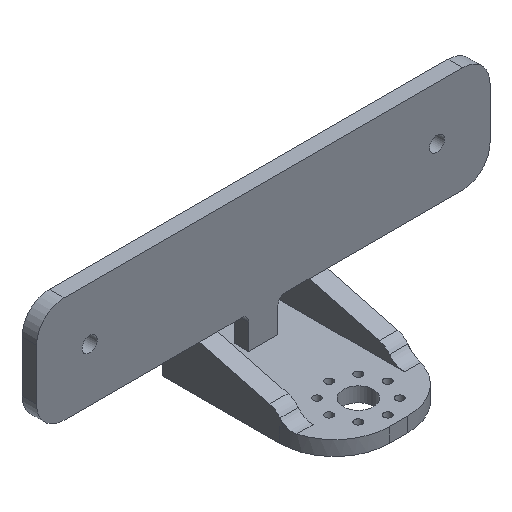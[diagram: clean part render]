
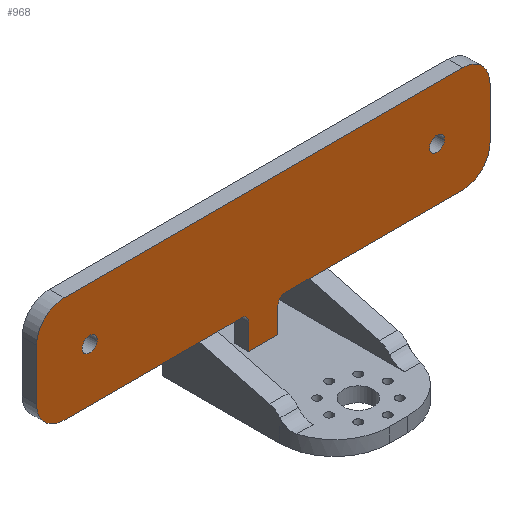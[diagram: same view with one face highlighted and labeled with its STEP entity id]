
A CAD part, isometric view. The second image highlights one B-rep face of the part: STEP entity #968.
In plain terms, the highlighted planar face has unit normal (0, -1, 0).
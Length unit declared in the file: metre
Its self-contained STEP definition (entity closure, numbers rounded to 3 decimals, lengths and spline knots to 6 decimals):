
#43=CIRCLE('',#1034,0.00205);
#44=CIRCLE('',#1035,0.00205);
#45=CIRCLE('',#1036,0.002);
#46=CIRCLE('',#1037,0.002);
#47=CIRCLE('',#1038,0.0075);
#48=CIRCLE('',#1039,0.0075);
#49=CIRCLE('',#1040,0.0075);
#50=CIRCLE('',#1041,0.0075);
#113=ORIENTED_EDGE('',*,*,#389,.F.);
#114=ORIENTED_EDGE('',*,*,#390,.F.);
#115=ORIENTED_EDGE('',*,*,#391,.T.);
#116=ORIENTED_EDGE('',*,*,#392,.T.);
#117=ORIENTED_EDGE('',*,*,#377,.T.);
#118=ORIENTED_EDGE('',*,*,#393,.T.);
#119=ORIENTED_EDGE('',*,*,#370,.T.);
#120=ORIENTED_EDGE('',*,*,#394,.T.);
#121=ORIENTED_EDGE('',*,*,#373,.F.);
#122=ORIENTED_EDGE('',*,*,#395,.T.);
#123=ORIENTED_EDGE('',*,*,#396,.T.);
#124=ORIENTED_EDGE('',*,*,#397,.T.);
#125=ORIENTED_EDGE('',*,*,#398,.T.);
#126=ORIENTED_EDGE('',*,*,#399,.T.);
#127=ORIENTED_EDGE('',*,*,#400,.T.);
#128=ORIENTED_EDGE('',*,*,#401,.T.);
#129=ORIENTED_EDGE('',*,*,#402,.F.);
#130=ORIENTED_EDGE('',*,*,#403,.T.);
#131=ORIENTED_EDGE('',*,*,#404,.F.);
#132=ORIENTED_EDGE('',*,*,#405,.T.);
#370=EDGE_CURVE('',#505,#508,#606,.T.);
#373=EDGE_CURVE('',#511,#512,#609,.T.);
#377=EDGE_CURVE('',#516,#515,#613,.T.);
#389=EDGE_CURVE('',#527,#527,#43,.T.);
#390=EDGE_CURVE('',#528,#528,#44,.T.);
#391=EDGE_CURVE('',#529,#520,#623,.T.);
#392=EDGE_CURVE('',#520,#516,#624,.T.);
#393=EDGE_CURVE('',#515,#505,#45,.F.);
#394=EDGE_CURVE('',#508,#512,#625,.T.);
#395=EDGE_CURVE('',#511,#530,#46,.F.);
#396=EDGE_CURVE('',#530,#531,#626,.T.);
#397=EDGE_CURVE('',#531,#532,#627,.T.);
#398=EDGE_CURVE('',#532,#533,#628,.T.);
#399=EDGE_CURVE('',#533,#534,#47,.T.);
#400=EDGE_CURVE('',#534,#535,#629,.T.);
#401=EDGE_CURVE('',#535,#536,#48,.T.);
#402=EDGE_CURVE('',#537,#536,#630,.T.);
#403=EDGE_CURVE('',#537,#538,#49,.T.);
#404=EDGE_CURVE('',#539,#538,#631,.T.);
#405=EDGE_CURVE('',#539,#529,#50,.T.);
#505=VERTEX_POINT('',#1416);
#508=VERTEX_POINT('',#1421);
#511=VERTEX_POINT('',#1428);
#512=VERTEX_POINT('',#1430);
#515=VERTEX_POINT('',#1437);
#516=VERTEX_POINT('',#1439);
#520=VERTEX_POINT('',#1448);
#527=VERTEX_POINT('',#1464);
#528=VERTEX_POINT('',#1466);
#529=VERTEX_POINT('',#1468);
#530=VERTEX_POINT('',#1473);
#531=VERTEX_POINT('',#1475);
#532=VERTEX_POINT('',#1477);
#533=VERTEX_POINT('',#1479);
#534=VERTEX_POINT('',#1481);
#535=VERTEX_POINT('',#1483);
#536=VERTEX_POINT('',#1485);
#537=VERTEX_POINT('',#1487);
#538=VERTEX_POINT('',#1489);
#539=VERTEX_POINT('',#1491);
#606=LINE('',#1422,#690);
#609=LINE('',#1429,#693);
#613=LINE('',#1438,#697);
#623=LINE('',#1467,#707);
#624=LINE('',#1469,#708);
#625=LINE('',#1471,#709);
#626=LINE('',#1474,#710);
#627=LINE('',#1476,#711);
#628=LINE('',#1478,#712);
#629=LINE('',#1482,#713);
#630=LINE('',#1486,#714);
#631=LINE('',#1490,#715);
#690=VECTOR('',#1134,1.);
#693=VECTOR('',#1139,1.);
#697=VECTOR('',#1145,1.);
#707=VECTOR('',#1167,1.);
#708=VECTOR('',#1168,1.);
#709=VECTOR('',#1171,1.);
#710=VECTOR('',#1174,1.);
#711=VECTOR('',#1175,1.);
#712=VECTOR('',#1176,1.);
#713=VECTOR('',#1179,1.);
#714=VECTOR('',#1182,1.);
#715=VECTOR('',#1185,1.);
#775=EDGE_LOOP('',(#113));
#776=EDGE_LOOP('',(#114));
#777=EDGE_LOOP('',(#115,#116,#117,#118,#119,#120,#121,#122,#123,#124,#125,
#126,#127,#128,#129,#130,#131,#132));
#859=FACE_BOUND('',#775,.T.);
#860=FACE_BOUND('',#776,.T.);
#861=FACE_BOUND('',#777,.T.);
#943=PLANE('',#1033);
#968=ADVANCED_FACE('',(#859,#860,#861),#943,.T.);
#1033=AXIS2_PLACEMENT_3D('',#1462,#1161,#1162);
#1034=AXIS2_PLACEMENT_3D('',#1463,#1163,#1164);
#1035=AXIS2_PLACEMENT_3D('',#1465,#1165,#1166);
#1036=AXIS2_PLACEMENT_3D('',#1470,#1169,#1170);
#1037=AXIS2_PLACEMENT_3D('',#1472,#1172,#1173);
#1038=AXIS2_PLACEMENT_3D('',#1480,#1177,#1178);
#1039=AXIS2_PLACEMENT_3D('',#1484,#1180,#1181);
#1040=AXIS2_PLACEMENT_3D('',#1488,#1183,#1184);
#1041=AXIS2_PLACEMENT_3D('',#1492,#1186,#1187);
#1134=DIRECTION('',(0.,0.,-1.));
#1139=DIRECTION('',(0.,0.,-1.));
#1145=DIRECTION('',(1.,0.,0.));
#1161=DIRECTION('',(0.,-1.,0.));
#1162=DIRECTION('',(1.,0.,0.));
#1163=DIRECTION('',(0.,-1.,0.));
#1164=DIRECTION('',(0.,0.,-1.));
#1165=DIRECTION('',(0.,-1.,0.));
#1166=DIRECTION('',(0.,0.,-1.));
#1167=DIRECTION('',(1.,0.,0.));
#1168=DIRECTION('',(1.,0.,0.));
#1169=DIRECTION('',(0.,-1.,0.));
#1170=DIRECTION('',(0.,0.,-1.));
#1171=DIRECTION('',(1.,0.,0.));
#1172=DIRECTION('',(0.,-1.,0.));
#1173=DIRECTION('',(0.,0.,-1.));
#1174=DIRECTION('',(1.,0.,0.));
#1175=DIRECTION('',(1.,0.,0.));
#1176=DIRECTION('',(1.,0.,0.));
#1177=DIRECTION('',(0.,-1.,0.));
#1178=DIRECTION('',(0.,0.,-1.));
#1179=DIRECTION('',(0.,0.,1.));
#1180=DIRECTION('',(0.,-1.,0.));
#1181=DIRECTION('',(0.,0.,-1.));
#1182=DIRECTION('',(1.,0.,0.));
#1183=DIRECTION('',(0.,-1.,0.));
#1184=DIRECTION('',(0.,0.,-1.));
#1185=DIRECTION('',(0.,0.,1.));
#1186=DIRECTION('',(0.,-1.,0.));
#1187=DIRECTION('',(0.,0.,-1.));
#1416=CARTESIAN_POINT('',(-0.004,-0.004,-0.0165));
#1421=CARTESIAN_POINT('',(-0.004,-0.004,-0.0235));
#1422=CARTESIAN_POINT('',(-0.004,-0.004,-0.0145));
#1428=CARTESIAN_POINT('',(0.004,-0.004,-0.0165));
#1429=CARTESIAN_POINT('',(0.004,-0.004,-0.0145));
#1430=CARTESIAN_POINT('',(0.004,-0.004,-0.0235));
#1437=CARTESIAN_POINT('',(-0.006,-0.004,-0.0145));
#1438=CARTESIAN_POINT('',(0.,-0.004,-0.0145));
#1439=CARTESIAN_POINT('',(-0.0125,-0.004,-0.0145));
#1448=CARTESIAN_POINT('',(-0.0175,-0.004,-0.0145));
#1462=CARTESIAN_POINT('',(0.,-0.004,0.));
#1463=CARTESIAN_POINT('',(0.0475,-0.004,0.));
#1464=CARTESIAN_POINT('',(0.0475,-0.004,-0.00205));
#1465=CARTESIAN_POINT('',(-0.0475,-0.004,0.));
#1466=CARTESIAN_POINT('',(-0.0475,-0.004,-0.00205));
#1467=CARTESIAN_POINT('',(0.,-0.004,-0.0145));
#1468=CARTESIAN_POINT('',(-0.0545,-0.004,-0.0145));
#1469=CARTESIAN_POINT('',(-0.015,-0.004,-0.0145));
#1470=CARTESIAN_POINT('',(-0.006,-0.004,-0.0165));
#1471=CARTESIAN_POINT('',(0.,-0.004,-0.0235));
#1472=CARTESIAN_POINT('',(0.006,-0.004,-0.0165));
#1473=CARTESIAN_POINT('',(0.006,-0.004,-0.0145));
#1474=CARTESIAN_POINT('',(0.,-0.004,-0.0145));
#1475=CARTESIAN_POINT('',(0.0125,-0.004,-0.0145));
#1476=CARTESIAN_POINT('',(0.015,-0.004,-0.0145));
#1477=CARTESIAN_POINT('',(0.0175,-0.004,-0.0145));
#1478=CARTESIAN_POINT('',(0.,-0.004,-0.0145));
#1479=CARTESIAN_POINT('',(0.0545,-0.004,-0.0145));
#1480=CARTESIAN_POINT('',(0.0545,-0.004,-0.007));
#1481=CARTESIAN_POINT('',(0.062,-0.004,-0.007));
#1482=CARTESIAN_POINT('',(0.062,-0.004,0.));
#1483=CARTESIAN_POINT('',(0.062,-0.004,0.007));
#1484=CARTESIAN_POINT('',(0.0545,-0.004,0.007));
#1485=CARTESIAN_POINT('',(0.0545,-0.004,0.0145));
#1486=CARTESIAN_POINT('',(0.,-0.004,0.0145));
#1487=CARTESIAN_POINT('',(-0.0545,-0.004,0.0145));
#1488=CARTESIAN_POINT('',(-0.0545,-0.004,0.007));
#1489=CARTESIAN_POINT('',(-0.062,-0.004,0.007));
#1490=CARTESIAN_POINT('',(-0.062,-0.004,0.));
#1491=CARTESIAN_POINT('',(-0.062,-0.004,-0.007));
#1492=CARTESIAN_POINT('',(-0.0545,-0.004,-0.007));
